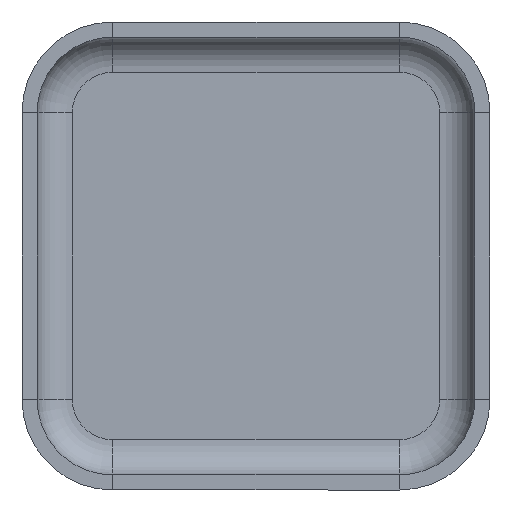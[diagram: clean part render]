
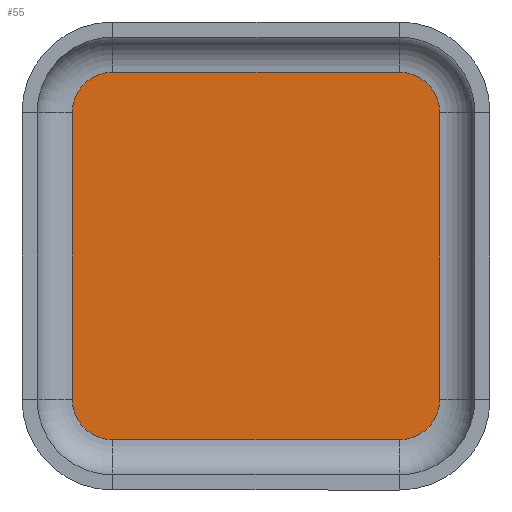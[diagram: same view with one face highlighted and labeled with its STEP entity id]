
A CAD part, front view. The second image highlights one B-rep face of the part: STEP entity #55.
In plain terms, the highlighted planar face has unit normal (0, -1, 0).
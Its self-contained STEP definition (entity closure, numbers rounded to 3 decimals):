
#1 = VECTOR ( 'NONE', #299, 1000. ) ;
#21 = CARTESIAN_POINT ( 'NONE',  ( -2.85, -0.3, -2.85 ) ) ;
#50 = AXIS2_PLACEMENT_3D ( 'NONE', #21, #553, #925 ) ;
#55 = ADVANCED_FACE ( 'NONE', ( #872 ), #740, .F. ) ;
#58 = DIRECTION ( 'NONE',  ( 0., 1., 0. ) ) ;
#60 = DIRECTION ( 'NONE',  ( 0., 0., 1. ) ) ;
#131 = DIRECTION ( 'NONE',  ( 0., 0., -1. ) ) ;
#168 = DIRECTION ( 'NONE',  ( -1., 0., 0. ) ) ;
#192 = DIRECTION ( 'NONE',  ( 0., 1., 0. ) ) ;
#209 = LINE ( 'NONE', #762, #1153 ) ;
#213 = EDGE_CURVE ( 'NONE', #1157, #637, #249, .T. ) ;
#242 = CARTESIAN_POINT ( 'NONE',  ( -2.85, -0.3, -2.85 ) ) ;
#249 = LINE ( 'NONE', #288, #614 ) ;
#251 = VERTEX_POINT ( 'NONE', #927 ) ;
#264 = EDGE_CURVE ( 'NONE', #637, #473, #967, .T. ) ;
#271 = DIRECTION ( 'NONE',  ( 0., 0., 1. ) ) ;
#274 = CARTESIAN_POINT ( 'NONE',  ( 2.85, -0.3, 2.85 ) ) ;
#279 = ORIENTED_EDGE ( 'NONE', *, *, #1170, .F. ) ;
#288 = CARTESIAN_POINT ( 'NONE',  ( -2.85, -0.3, 3.65 ) ) ;
#299 = DIRECTION ( 'NONE',  ( 0., 0., 1. ) ) ;
#312 = CARTESIAN_POINT ( 'NONE',  ( -2.85, -0.3, 3.65 ) ) ;
#344 = VECTOR ( 'NONE', #168, 1000. ) ;
#373 = ORIENTED_EDGE ( 'NONE', *, *, #973, .F. ) ;
#398 = CARTESIAN_POINT ( 'NONE',  ( -3.65, -0.3, -2.85 ) ) ;
#405 = CIRCLE ( 'NONE', #50, 0.8 ) ;
#412 = CIRCLE ( 'NONE', #749, 0.8 ) ;
#434 = LINE ( 'NONE', #447, #344 ) ;
#447 = CARTESIAN_POINT ( 'NONE',  ( 2.85, -0.3, -3.65 ) ) ;
#473 = VERTEX_POINT ( 'NONE', #897 ) ;
#499 = VERTEX_POINT ( 'NONE', #523 ) ;
#521 = DIRECTION ( 'NONE',  ( 0., 1., 0. ) ) ;
#523 = CARTESIAN_POINT ( 'NONE',  ( -2.85, -0.3, -3.65 ) ) ;
#529 = VERTEX_POINT ( 'NONE', #794 ) ;
#536 = CARTESIAN_POINT ( 'NONE',  ( 2.85, -0.3, 3.65 ) ) ;
#537 = CARTESIAN_POINT ( 'NONE',  ( 2.85, -0.3, -2.85 ) ) ;
#553 = DIRECTION ( 'NONE',  ( 0., 1., 0. ) ) ;
#589 = CARTESIAN_POINT ( 'NONE',  ( -3.65, -0.3, -2.85 ) ) ;
#599 = DIRECTION ( 'NONE',  ( 0., 0., 1. ) ) ;
#614 = VECTOR ( 'NONE', #1116, 1000. ) ;
#637 = VERTEX_POINT ( 'NONE', #536 ) ;
#663 = VERTEX_POINT ( 'NONE', #398 ) ;
#701 = CARTESIAN_POINT ( 'NONE',  ( -2.85, -0.3, 2.85 ) ) ;
#727 = DIRECTION ( 'NONE',  ( 0., 1., 0. ) ) ;
#728 = EDGE_CURVE ( 'NONE', #499, #663, #405, .T. ) ;
#740 = PLANE ( 'NONE',  #1175 ) ;
#749 = AXIS2_PLACEMENT_3D ( 'NONE', #701, #521, #60 ) ;
#755 = ORIENTED_EDGE ( 'NONE', *, *, #915, .F. ) ;
#762 = CARTESIAN_POINT ( 'NONE',  ( 3.65, -0.3, 2.85 ) ) ;
#772 = ORIENTED_EDGE ( 'NONE', *, *, #1020, .F. ) ;
#783 = ORIENTED_EDGE ( 'NONE', *, *, #728, .F. ) ;
#794 = CARTESIAN_POINT ( 'NONE',  ( 2.85, -0.3, -3.65 ) ) ;
#799 = EDGE_CURVE ( 'NONE', #663, #251, #985, .T. ) ;
#818 = CARTESIAN_POINT ( 'NONE',  ( 3.65, -0.3, -2.85 ) ) ;
#823 = CIRCLE ( 'NONE', #1007, 0.8 ) ;
#862 = ORIENTED_EDGE ( 'NONE', *, *, #799, .F. ) ;
#872 = FACE_OUTER_BOUND ( 'NONE', #1085, .T. ) ;
#897 = CARTESIAN_POINT ( 'NONE',  ( 3.65, -0.3, 2.85 ) ) ;
#898 = ORIENTED_EDGE ( 'NONE', *, *, #264, .F. ) ;
#915 = EDGE_CURVE ( 'NONE', #473, #959, #209, .T. ) ;
#925 = DIRECTION ( 'NONE',  ( 0., 0., 1. ) ) ;
#927 = CARTESIAN_POINT ( 'NONE',  ( -3.65, -0.3, 2.85 ) ) ;
#951 = ORIENTED_EDGE ( 'NONE', *, *, #213, .F. ) ;
#959 = VERTEX_POINT ( 'NONE', #818 ) ;
#967 = CIRCLE ( 'NONE', #1091, 0.8 ) ;
#973 = EDGE_CURVE ( 'NONE', #529, #499, #434, .T. ) ;
#985 = LINE ( 'NONE', #589, #1 ) ;
#1007 = AXIS2_PLACEMENT_3D ( 'NONE', #537, #727, #599 ) ;
#1020 = EDGE_CURVE ( 'NONE', #959, #529, #823, .T. ) ;
#1085 = EDGE_LOOP ( 'NONE', ( #755, #898, #951, #279, #862, #783, #373, #772 ) ) ;
#1091 = AXIS2_PLACEMENT_3D ( 'NONE', #274, #192, #271 ) ;
#1116 = DIRECTION ( 'NONE',  ( 1., 0., 0. ) ) ;
#1150 = DIRECTION ( 'NONE',  ( 0., 0., 1. ) ) ;
#1153 = VECTOR ( 'NONE', #131, 1000. ) ;
#1157 = VERTEX_POINT ( 'NONE', #312 ) ;
#1170 = EDGE_CURVE ( 'NONE', #251, #1157, #412, .T. ) ;
#1175 = AXIS2_PLACEMENT_3D ( 'NONE', #242, #58, #1150 ) ;
